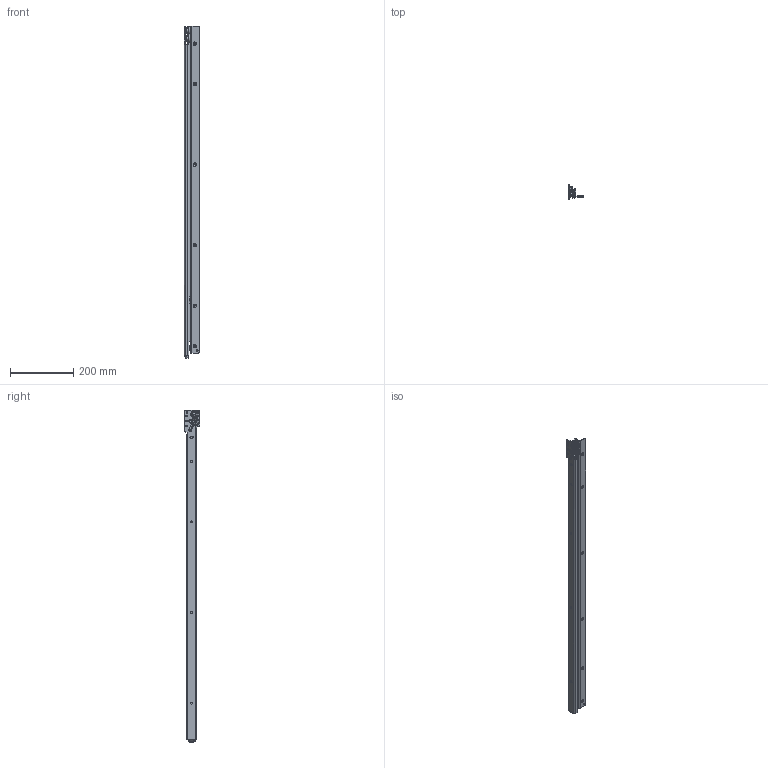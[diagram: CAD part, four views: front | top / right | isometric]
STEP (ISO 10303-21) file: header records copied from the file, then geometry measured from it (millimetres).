
FILE_DESCRIPTION (( 'STEP AP214' ), '1' );
FILE_NAME ('FR_216.1050mm_42inch_closed_left.STEP', '2022-11-15T13:24:05', ( '' ), ( '' ), 'SwSTEP 2.0', 'SolidWorks 2020', '' );
FILE_SCHEMA (( 'AUTOMOTIVE_DESIGN' ));
Length unit declared in the file: millimetre
Products named in the file (14): 216.XXX-03.0000_NL 1050; FR_216.1050mm_42inch_closed_left; 216.XXX-01.0000_NL 1050; FUL-173 Aussenring_standard; FUL-173 Innenring; FUL-173 + B01-047_Rundkopfvernietet Mat. 3,0 mm; AG-004; FUL-173 Käfig; FUL-173 Laufring; B01-047_B01-047 Rundkopfvernietet Mat. 3,0 mm; FUL-173; kugel_›   3,175000    (1.8")
Assembly tree (21 placements, depth 5):
  FR_216.1050mm_42inch_closed_left
    216.XXX-01.0000_NL 1050
      216.XXX-01.0000_NL 1050
      AG-004
      FUL-173 + B01-047_Rundkopfvernietet Mat. 3,0 mm  x2
        FUL-173
          FUL-173 Innenring
          kugel_›   3,175000    (1.8")  x7
          FUL-173 Käfig
          FUL-173 Aussenring_standard
          FUL-173 Laufring
        B01-047_B01-047 Rundkopfvernietet Mat. 3,0 mm
    216.XXX-03.0000_NL 1050
      216.XXX-03.0000_NL 1050
      FUL-173 + B01-047_Rundkopfvernietet Mat. 3,0 mm
        FUL-173
          FUL-173 Innenring
          kugel_›   3,175000    (1.8")  x7
          FUL-173 Käfig
          FUL-173 Aussenring_standard
          FUL-173 Laufring
        B01-047_B01-047 Rundkopfvernietet Mat. 3,0 mm
Bounding box: 49.09 x 48 x 1053.75 mm (x, y, z)
Volume: 370452.7 mm3; surface area: 268603.6 mm2
Topology: 39 solids, 39 shells, 1220 faces, 3047 edges, 1903 vertices
Faces by surface type: cylinder 424, plane 277, sphere 219, cone 138, torus 82, bspline 80
Entity records: 25164 total; most frequent: CARTESIAN_POINT 6971, DIRECTION 3758, ORIENTED_EDGE 3634, EDGE_CURVE 1817, AXIS2_PLACEMENT_3D 1544, VERTEX_POINT 1112, CIRCLE 846, EDGE_LOOP 829
